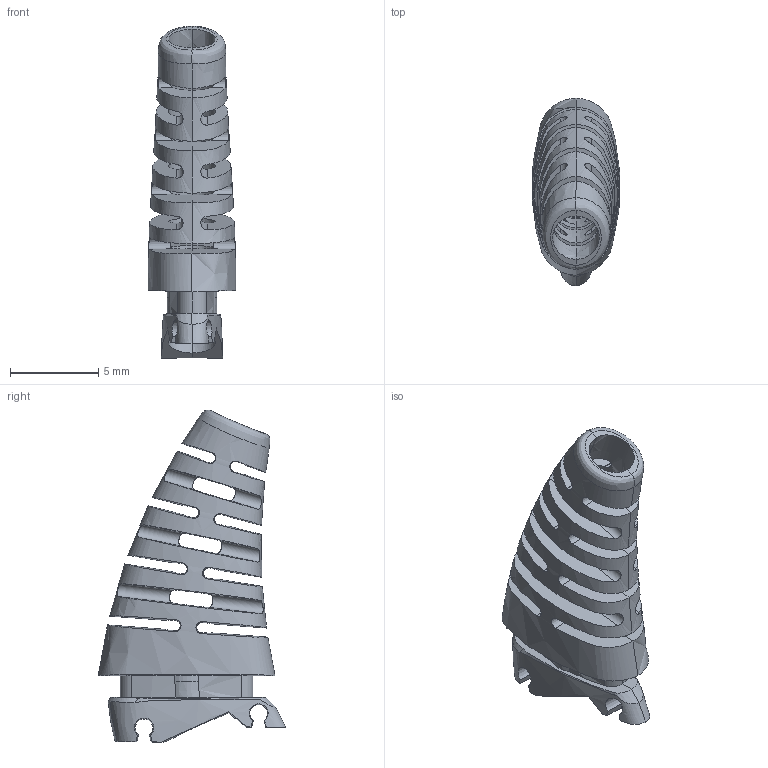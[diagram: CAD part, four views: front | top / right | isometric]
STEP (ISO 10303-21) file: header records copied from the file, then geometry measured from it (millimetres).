
FILE_DESCRIPTION (( 'STEP AP203' ), '1' );
FILE_NAME ('7146-01008_STRAIN_RELIEF_REV-I.STEP', '2021-03-04T21:28:32', ( '' ), ( '' ), 'SwSTEP 2.0', 'SolidWorks 2018', '' );
FILE_SCHEMA (( 'CONFIG_CONTROL_DESIGN' ));
Length unit declared in the file: millimetre
Products named in the file (1): 7146-01008_STRAIN_RELIEF_REV-I
Bounding box: 4.98 x 10.61 x 18.79 mm (x, y, z)
Volume: 272.3 mm3; surface area: 708.1 mm2
Topology: 1 solids, 1 shells, 138 faces, 403 edges, 249 vertices
Faces by surface type: plane 68, cone 28, cylinder 22, bspline 16, torus 4
Entity records: 10923 total; most frequent: CARTESIAN_POINT 7754, ORIENTED_EDGE 806, DIRECTION 409, EDGE_CURVE 403, VERTEX_POINT 249, B_SPLINE_CURVE_WITH_KNOTS 247, EDGE_LOOP 150, AXIS2_PLACEMENT_3D 146
